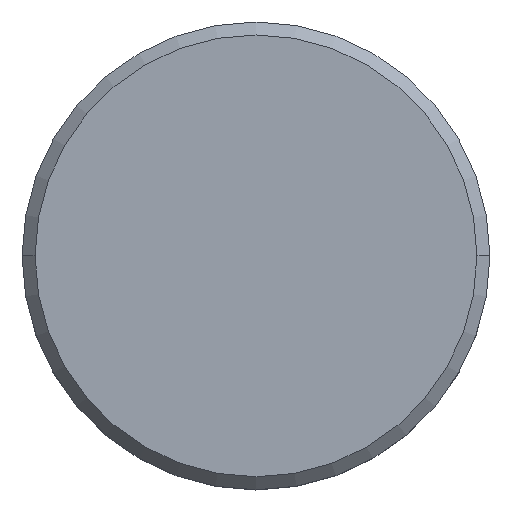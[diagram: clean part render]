
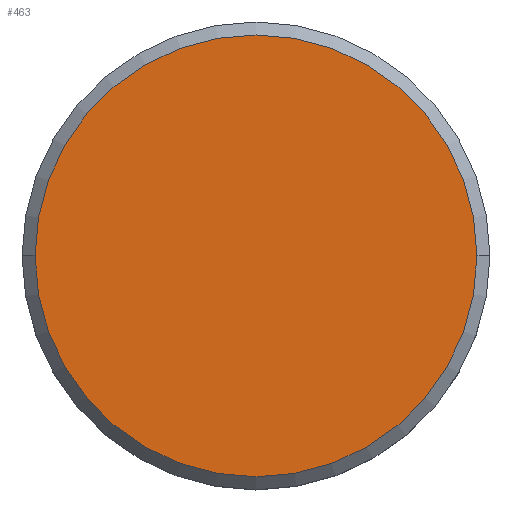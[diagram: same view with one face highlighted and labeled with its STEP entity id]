
A CAD part, top view. The second image highlights one B-rep face of the part: STEP entity #463.
In plain terms, the highlighted planar face has unit normal (0, 0, 1).
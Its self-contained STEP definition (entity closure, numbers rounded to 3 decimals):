
#67 = DIRECTION ( 'NONE',  ( 1., 0., 0. ) ) ;
#71 = FACE_OUTER_BOUND ( 'NONE', #204, .T. ) ;
#80 = EDGE_CURVE ( 'NONE', #316, #242, #459, .T. ) ;
#157 = ORIENTED_EDGE ( 'NONE', *, *, #469, .T. ) ;
#174 = CARTESIAN_POINT ( 'NONE',  ( 0., 0., 0. ) ) ;
#186 = AXIS2_PLACEMENT_3D ( 'NONE', #200, #435, #568 ) ;
#200 = CARTESIAN_POINT ( 'NONE',  ( 0., 0., 0. ) ) ;
#204 = EDGE_LOOP ( 'NONE', ( #157, #360 ) ) ;
#218 = CIRCLE ( 'NONE', #486, 8.5 ) ;
#225 = AXIS2_PLACEMENT_3D ( 'NONE', #174, #348, #67 ) ;
#242 = VERTEX_POINT ( 'NONE', #391 ) ;
#303 = DIRECTION ( 'NONE',  ( 0., 0., 1. ) ) ;
#316 = VERTEX_POINT ( 'NONE', #494 ) ;
#320 = PLANE ( 'NONE',  #186 ) ;
#348 = DIRECTION ( 'NONE',  ( 0., 0., 1. ) ) ;
#360 = ORIENTED_EDGE ( 'NONE', *, *, #80, .T. ) ;
#391 = CARTESIAN_POINT ( 'NONE',  ( -8.5, 0., 0. ) ) ;
#435 = DIRECTION ( 'NONE',  ( 0., 0., 1. ) ) ;
#459 = CIRCLE ( 'NONE', #225, 8.5 ) ;
#463 = ADVANCED_FACE ( 'NONE', ( #71 ), #320, .T. ) ;
#469 = EDGE_CURVE ( 'NONE', #242, #316, #218, .T. ) ;
#483 = DIRECTION ( 'NONE',  ( 1., 0., 0. ) ) ;
#486 = AXIS2_PLACEMENT_3D ( 'NONE', #527, #303, #483 ) ;
#494 = CARTESIAN_POINT ( 'NONE',  ( 8.5, 0., 0. ) ) ;
#527 = CARTESIAN_POINT ( 'NONE',  ( 0., 0., 0. ) ) ;
#568 = DIRECTION ( 'NONE',  ( 1., 0., 0. ) ) ;
